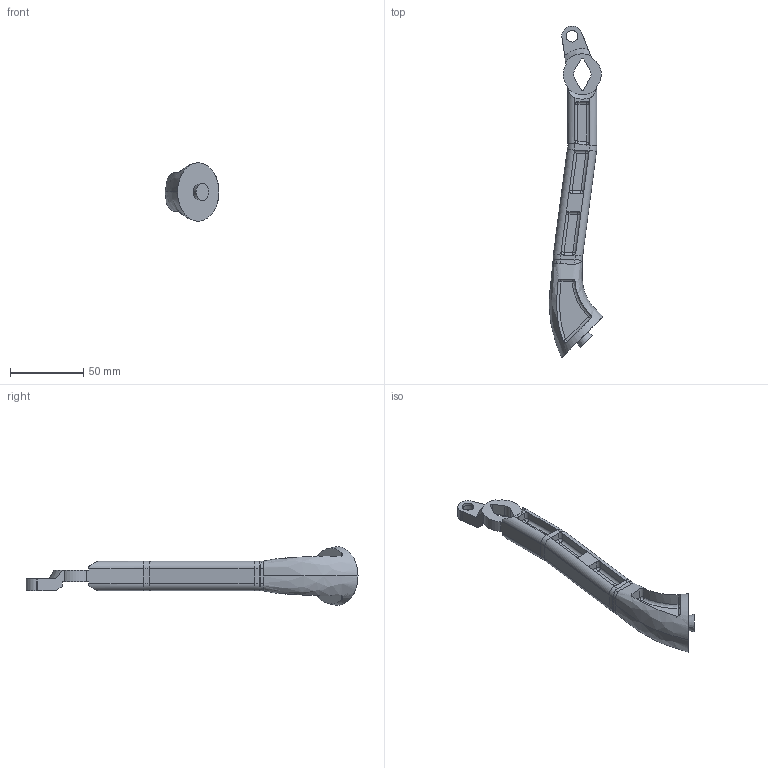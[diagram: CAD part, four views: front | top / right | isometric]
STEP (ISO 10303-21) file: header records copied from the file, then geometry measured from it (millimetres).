
FILE_DESCRIPTION (( 'STEP AP214' ), '1' );
FILE_NAME ('苤虯.STEP', '2022-12-04T12:43:26', ( '' ), ( '' ), 'SwSTEP 2.0', 'SolidWorks 2021', '' );
FILE_SCHEMA (( 'AUTOMOTIVE_DESIGN' ));
Length unit declared in the file: millimetre
Products named in the file (1): 苤虯
Bounding box: 36.87 x 227.22 x 39.98 mm (x, y, z)
Volume: 58111 mm3; surface area: 23276.1 mm2
Topology: 1 solids, 1 shells, 234 faces, 591 edges, 342 vertices
Faces by surface type: cylinder 101, plane 64, sphere 36, bspline 19, torus 8, cone 6
Entity records: 9452 total; most frequent: CARTESIAN_POINT 4010, DIRECTION 1171, ORIENTED_EDGE 1124, EDGE_CURVE 562, AXIS2_PLACEMENT_3D 465, VERTEX_POINT 336, CIRCLE 249, EDGE_LOOP 244
